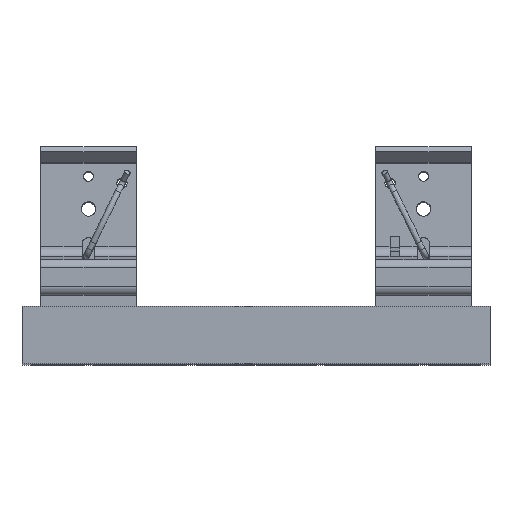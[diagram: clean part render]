
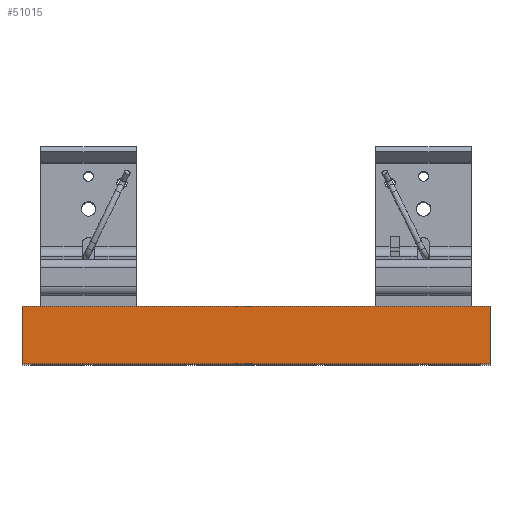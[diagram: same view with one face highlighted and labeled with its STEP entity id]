
A CAD part, top view. The second image highlights one B-rep face of the part: STEP entity #51015.
In plain terms, the highlighted planar face has unit normal (0, 0, 1).
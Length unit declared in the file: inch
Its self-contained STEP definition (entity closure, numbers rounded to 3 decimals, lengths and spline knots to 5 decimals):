
#2987 = LINE ( 'NONE', #14785, #48874 ) ;
#3908 = VERTEX_POINT ( 'NONE', #11837 ) ;
#5172 = VERTEX_POINT ( 'NONE', #6006 ) ;
#6006 = CARTESIAN_POINT ( 'NONE',  ( -3.06, 0., 4.81 ) ) ;
#8674 = ORIENTED_EDGE ( 'NONE', *, *, #43429, .F. ) ;
#11837 = CARTESIAN_POINT ( 'NONE',  ( -3.06, 0.75, 4.81 ) ) ;
#12230 = VECTOR ( 'NONE', #39871, 39.37008 ) ;
#12419 = ORIENTED_EDGE ( 'NONE', *, *, #54743, .T. ) ;
#14785 = CARTESIAN_POINT ( 'NONE',  ( -3.06, 0., 4.81 ) ) ;
#16028 = CARTESIAN_POINT ( 'NONE',  ( 3.06, 0.75, 4.81 ) ) ;
#19662 = VECTOR ( 'NONE', #20519, 39.37008 ) ;
#20108 = AXIS2_PLACEMENT_3D ( 'NONE', #26452, #57616, #30995 ) ;
#20519 = DIRECTION ( 'NONE',  ( -1., 0., 0. ) ) ;
#23871 = EDGE_LOOP ( 'NONE', ( #12419, #40673, #8674, #46799 ) ) ;
#25142 = FACE_OUTER_BOUND ( 'NONE', #23871, .T. ) ;
#26452 = CARTESIAN_POINT ( 'NONE',  ( 3.06, 0., 4.81 ) ) ;
#28168 = CARTESIAN_POINT ( 'NONE',  ( 3.06, 0.75, 4.81 ) ) ;
#30416 = VERTEX_POINT ( 'NONE', #28168 ) ;
#30995 = DIRECTION ( 'NONE',  ( -1., 0., 0. ) ) ;
#31989 = VERTEX_POINT ( 'NONE', #32322 ) ;
#32322 = CARTESIAN_POINT ( 'NONE',  ( 3.06, 0., 4.81 ) ) ;
#34488 = LINE ( 'NONE', #57548, #12230 ) ;
#34787 = CARTESIAN_POINT ( 'NONE',  ( 3.06, 0., 4.81 ) ) ;
#38880 = LINE ( 'NONE', #34787, #49318 ) ;
#39552 = PLANE ( 'NONE',  #20108 ) ;
#39871 = DIRECTION ( 'NONE',  ( 0., -1., 0. ) ) ;
#40673 = ORIENTED_EDGE ( 'NONE', *, *, #48945, .F. ) ;
#40894 = EDGE_CURVE ( 'NONE', #30416, #3908, #55171, .T. ) ;
#43429 = EDGE_CURVE ( 'NONE', #30416, #31989, #34488, .T. ) ;
#43727 = DIRECTION ( 'NONE',  ( -1., 0., 0. ) ) ;
#46799 = ORIENTED_EDGE ( 'NONE', *, *, #40894, .T. ) ;
#48874 = VECTOR ( 'NONE', #50184, 39.37008 ) ;
#48945 = EDGE_CURVE ( 'NONE', #31989, #5172, #38880, .T. ) ;
#49318 = VECTOR ( 'NONE', #43727, 39.37008 ) ;
#50184 = DIRECTION ( 'NONE',  ( 0., -1., 0. ) ) ;
#51015 = ADVANCED_FACE ( 'NONE', ( #25142 ), #39552, .F. ) ;
#54743 = EDGE_CURVE ( 'NONE', #3908, #5172, #2987, .T. ) ;
#55171 = LINE ( 'NONE', #16028, #19662 ) ;
#57548 = CARTESIAN_POINT ( 'NONE',  ( 3.06, 0., 4.81 ) ) ;
#57616 = DIRECTION ( 'NONE',  ( 0., 0., -1. ) ) ;
